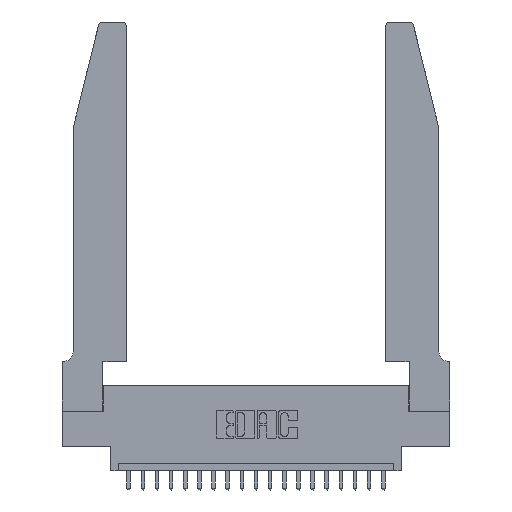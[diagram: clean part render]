
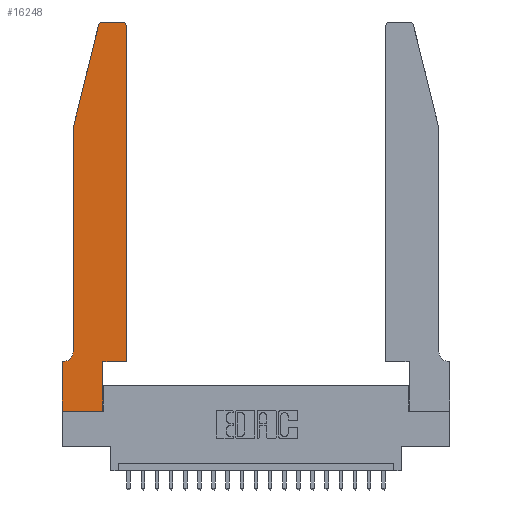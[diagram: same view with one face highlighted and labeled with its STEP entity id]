
A CAD part, top view. The second image highlights one B-rep face of the part: STEP entity #16248.
In plain terms, the highlighted planar face has unit normal (0, 0, 1).
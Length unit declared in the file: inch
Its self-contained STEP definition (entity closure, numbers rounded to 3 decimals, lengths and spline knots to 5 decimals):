
#291 = DIRECTION ( 'NONE',  ( 1., 0., 0. ) ) ;
#378 = VECTOR ( 'NONE', #18607, 39.37008 ) ;
#791 = DIRECTION ( 'NONE',  ( 0., 0., 1. ) ) ;
#884 = ORIENTED_EDGE ( 'NONE', *, *, #12794, .T. ) ;
#915 = VECTOR ( 'NONE', #1467, 39.37008 ) ;
#1080 = AXIS2_PLACEMENT_3D ( 'NONE', #16035, #791, #7628 ) ;
#1088 = DIRECTION ( 'NONE',  ( -0.239, -0.971, 0. ) ) ;
#1147 = ORIENTED_EDGE ( 'NONE', *, *, #5232, .T. ) ;
#1175 = EDGE_CURVE ( 'NONE', #14419, #21935, #13794, .T. ) ;
#1467 = DIRECTION ( 'NONE',  ( 0., -1., 0. ) ) ;
#1515 = VERTEX_POINT ( 'NONE', #18206 ) ;
#1570 = EDGE_CURVE ( 'NONE', #1515, #10520, #8910, .T. ) ;
#1604 = CARTESIAN_POINT ( 'NONE',  ( 0.4505, 2.72, 0.37 ) ) ;
#2123 = CARTESIAN_POINT ( 'NONE',  ( 0., 0., 0.37 ) ) ;
#2194 = CARTESIAN_POINT ( 'NONE',  ( 0.4205, 2.75, 0.37 ) ) ;
#2210 = CARTESIAN_POINT ( 'NONE',  ( 0.284, 2.75, 0.37 ) ) ;
#2505 = CARTESIAN_POINT ( 'NONE',  ( 0.4505, 0.35, 0.37 ) ) ;
#3438 = LINE ( 'NONE', #2123, #12057 ) ;
#3553 = VECTOR ( 'NONE', #5072, 39.37008 ) ;
#3620 = VERTEX_POINT ( 'NONE', #1604 ) ;
#3767 = CARTESIAN_POINT ( 'NONE',  ( 0.0055, 0.42, 0.37 ) ) ;
#3943 = VECTOR ( 'NONE', #1088, 39.37008 ) ;
#4244 = EDGE_CURVE ( 'NONE', #8421, #10041, #9089, .T. ) ;
#4334 = EDGE_CURVE ( 'NONE', #16469, #1515, #12903, .T. ) ;
#4725 = VERTEX_POINT ( 'NONE', #14405 ) ;
#5072 = DIRECTION ( 'NONE',  ( 1., 0., 0. ) ) ;
#5175 = DIRECTION ( 'NONE',  ( 0., 0., -1. ) ) ;
#5232 = EDGE_CURVE ( 'NONE', #4725, #16469, #3438, .T. ) ;
#5233 = VERTEX_POINT ( 'NONE', #8850 ) ;
#5533 = CARTESIAN_POINT ( 'NONE',  ( 0.284, 2.72, 0.37 ) ) ;
#5870 = CARTESIAN_POINT ( 'NONE',  ( 0.4205, 2.72, 0.37 ) ) ;
#6188 = EDGE_CURVE ( 'NONE', #13219, #12179, #9304, .T. ) ;
#6462 = ORIENTED_EDGE ( 'NONE', *, *, #18169, .T. ) ;
#6581 = EDGE_LOOP ( 'NONE', ( #15432, #884, #21052, #10116, #18567, #12570, #6462, #1147, #11136, #14846, #9610, #17659 ) ) ;
#6653 = VECTOR ( 'NONE', #13741, 39.37008 ) ;
#6692 = CARTESIAN_POINT ( 'NONE',  ( 0.0755, 2., 0.37 ) ) ;
#7273 = DIRECTION ( 'NONE',  ( 0., 0., 1. ) ) ;
#7532 = CARTESIAN_POINT ( 'NONE',  ( 0.0755, 2., 0.37 ) ) ;
#7628 = DIRECTION ( 'NONE',  ( 1., 0., 0. ) ) ;
#7716 = EDGE_CURVE ( 'NONE', #3620, #14419, #18877, .T. ) ;
#8175 = VECTOR ( 'NONE', #19095, 39.37008 ) ;
#8421 = VERTEX_POINT ( 'NONE', #15152 ) ;
#8633 = CIRCLE ( 'NONE', #19912, 0.03 ) ;
#8850 = CARTESIAN_POINT ( 'NONE',  ( 0., 0.35, 0.37 ) ) ;
#8910 = LINE ( 'NONE', #14986, #3553 ) ;
#9089 = CIRCLE ( 'NONE', #19520, 0.07 ) ;
#9128 = FACE_OUTER_BOUND ( 'NONE', #6581, .T. ) ;
#9245 = VECTOR ( 'NONE', #12367, 39.37008 ) ;
#9304 = LINE ( 'NONE', #21703, #3943 ) ;
#9610 = ORIENTED_EDGE ( 'NONE', *, *, #18936, .T. ) ;
#10041 = VERTEX_POINT ( 'NONE', #12721 ) ;
#10116 = ORIENTED_EDGE ( 'NONE', *, *, #11819, .T. ) ;
#10350 = AXIS2_PLACEMENT_3D ( 'NONE', #5870, #19605, #21380 ) ;
#10438 = CARTESIAN_POINT ( 'NONE',  ( 0., 0., 0.37 ) ) ;
#10520 = VERTEX_POINT ( 'NONE', #18921 ) ;
#10544 = DIRECTION ( 'NONE',  ( 1., 0., 0. ) ) ;
#11136 = ORIENTED_EDGE ( 'NONE', *, *, #4334, .T. ) ;
#11533 = VECTOR ( 'NONE', #18873, 39.37008 ) ;
#11819 = EDGE_CURVE ( 'NONE', #12179, #8421, #20825, .T. ) ;
#11989 = LINE ( 'NONE', #17298, #8175 ) ;
#12057 = VECTOR ( 'NONE', #291, 39.37008 ) ;
#12179 = VERTEX_POINT ( 'NONE', #7532 ) ;
#12367 = DIRECTION ( 'NONE',  ( -1., 0., 0. ) ) ;
#12433 = CARTESIAN_POINT ( 'NONE',  ( 0.2605, 2.75, 0.37 ) ) ;
#12570 = ORIENTED_EDGE ( 'NONE', *, *, #19743, .T. ) ;
#12721 = CARTESIAN_POINT ( 'NONE',  ( 0.0055, 0.35, 0.37 ) ) ;
#12794 = EDGE_CURVE ( 'NONE', #21935, #13219, #8633, .T. ) ;
#12903 = LINE ( 'NONE', #15453, #6653 ) ;
#13219 = VERTEX_POINT ( 'NONE', #17924 ) ;
#13741 = DIRECTION ( 'NONE',  ( 0., 1., 0. ) ) ;
#13794 = LINE ( 'NONE', #12433, #9245 ) ;
#14344 = CARTESIAN_POINT ( 'NONE',  ( 0.2865, 0., 0.37 ) ) ;
#14405 = CARTESIAN_POINT ( 'NONE',  ( 0., 0., 0.37 ) ) ;
#14419 = VERTEX_POINT ( 'NONE', #2194 ) ;
#14846 = ORIENTED_EDGE ( 'NONE', *, *, #1570, .T. ) ;
#14986 = CARTESIAN_POINT ( 'NONE',  ( 0.4505, 0.35, 0.37 ) ) ;
#15152 = CARTESIAN_POINT ( 'NONE',  ( 0.0755, 0.42, 0.37 ) ) ;
#15432 = ORIENTED_EDGE ( 'NONE', *, *, #1175, .T. ) ;
#15453 = CARTESIAN_POINT ( 'NONE',  ( 0.2865, 0.35, 0.37 ) ) ;
#15728 = LINE ( 'NONE', #10438, #11533 ) ;
#16035 = CARTESIAN_POINT ( 'NONE',  ( 0., 0.35, 0.37 ) ) ;
#16248 = ADVANCED_FACE ( 'NONE', ( #9128 ), #17686, .T. ) ;
#16252 = LINE ( 'NONE', #2505, #378 ) ;
#16469 = VERTEX_POINT ( 'NONE', #14344 ) ;
#17298 = CARTESIAN_POINT ( 'NONE',  ( 0.0755, 0.35, 0.37 ) ) ;
#17659 = ORIENTED_EDGE ( 'NONE', *, *, #7716, .T. ) ;
#17686 = PLANE ( 'NONE',  #1080 ) ;
#17924 = CARTESIAN_POINT ( 'NONE',  ( 0.25487, 2.72718, 0.37 ) ) ;
#18169 = EDGE_CURVE ( 'NONE', #5233, #4725, #15728, .T. ) ;
#18206 = CARTESIAN_POINT ( 'NONE',  ( 0.2865, 0.35, 0.37 ) ) ;
#18567 = ORIENTED_EDGE ( 'NONE', *, *, #4244, .T. ) ;
#18607 = DIRECTION ( 'NONE',  ( 0., 1., 0. ) ) ;
#18873 = DIRECTION ( 'NONE',  ( 0., -1., 0. ) ) ;
#18877 = CIRCLE ( 'NONE', #10350, 0.03 ) ;
#18895 = DIRECTION ( 'NONE',  ( -1., 0., 0. ) ) ;
#18921 = CARTESIAN_POINT ( 'NONE',  ( 0.4505, 0.35, 0.37 ) ) ;
#18936 = EDGE_CURVE ( 'NONE', #10520, #3620, #16252, .T. ) ;
#19095 = DIRECTION ( 'NONE',  ( -1., 0., 0. ) ) ;
#19520 = AXIS2_PLACEMENT_3D ( 'NONE', #3767, #5175, #18895 ) ;
#19605 = DIRECTION ( 'NONE',  ( 0., 0., 1. ) ) ;
#19743 = EDGE_CURVE ( 'NONE', #10041, #5233, #11989, .T. ) ;
#19912 = AXIS2_PLACEMENT_3D ( 'NONE', #5533, #7273, #10544 ) ;
#20825 = LINE ( 'NONE', #6692, #915 ) ;
#21052 = ORIENTED_EDGE ( 'NONE', *, *, #6188, .T. ) ;
#21380 = DIRECTION ( 'NONE',  ( 1., 0., 0. ) ) ;
#21703 = CARTESIAN_POINT ( 'NONE',  ( 0.0755, 2., 0.37 ) ) ;
#21935 = VERTEX_POINT ( 'NONE', #2210 ) ;
